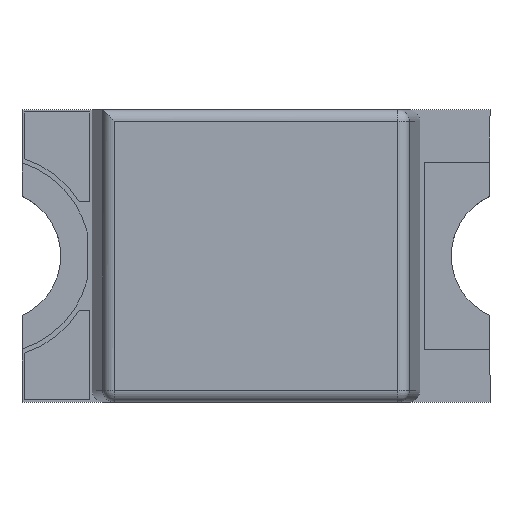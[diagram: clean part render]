
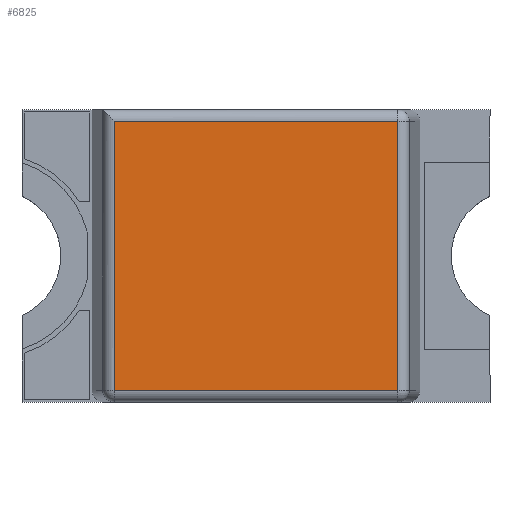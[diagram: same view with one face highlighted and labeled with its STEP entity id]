
A CAD part, top view. The second image highlights one B-rep face of the part: STEP entity #6825.
In plain terms, the highlighted planar face has unit normal (0, 0, 1).
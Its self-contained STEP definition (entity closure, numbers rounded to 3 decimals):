
#14 = FACE_OUTER_BOUND ( 'NONE', #3742, .T. ) ;
#144 = PLANE ( 'NONE',  #12739 ) ;
#873 = CARTESIAN_POINT ( 'NONE',  ( -0.605, 0., 0.75 ) ) ;
#1476 = VECTOR ( 'NONE', #11353, 1000. ) ;
#1667 = EDGE_CURVE ( 'NONE', #2622, #5740, #11272, .T. ) ;
#2352 = VECTOR ( 'NONE', #11398, 1000. ) ;
#2622 = VERTEX_POINT ( 'NONE', #2938 ) ;
#2922 = LINE ( 'NONE', #873, #8643 ) ;
#2938 = CARTESIAN_POINT ( 'NONE',  ( 0.605, -0.575, 0.75 ) ) ;
#2939 = ORIENTED_EDGE ( 'NONE', *, *, #7689, .T. ) ;
#3742 = EDGE_LOOP ( 'NONE', ( #2939, #10250, #4136, #11302 ) ) ;
#3828 = CARTESIAN_POINT ( 'NONE',  ( 0.605, 0.575, 0.75 ) ) ;
#4051 = CARTESIAN_POINT ( 'NONE',  ( 0.65, -0.575, 0.75 ) ) ;
#4136 = ORIENTED_EDGE ( 'NONE', *, *, #5177, .T. ) ;
#4973 = CARTESIAN_POINT ( 'NONE',  ( -0.605, 0.575, 0.75 ) ) ;
#5177 = EDGE_CURVE ( 'NONE', #5740, #7606, #10493, .T. ) ;
#5392 = DIRECTION ( 'NONE',  ( 1., 0., 0. ) ) ;
#5740 = VERTEX_POINT ( 'NONE', #3828 ) ;
#6825 = ADVANCED_FACE ( 'NONE', ( #14 ), #144, .T. ) ;
#6847 = CARTESIAN_POINT ( 'NONE',  ( 0., 0., 0.75 ) ) ;
#7606 = VERTEX_POINT ( 'NONE', #4973 ) ;
#7689 = EDGE_CURVE ( 'NONE', #9905, #2622, #13497, .T. ) ;
#7949 = DIRECTION ( 'NONE',  ( 1., 0., 0. ) ) ;
#7992 = DIRECTION ( 'NONE',  ( 0., -1., 0. ) ) ;
#8485 = CARTESIAN_POINT ( 'NONE',  ( 0., 0.575, 0.75 ) ) ;
#8643 = VECTOR ( 'NONE', #7992, 1000. ) ;
#8698 = DIRECTION ( 'NONE',  ( 0., 0., 1. ) ) ;
#9905 = VERTEX_POINT ( 'NONE', #12067 ) ;
#10250 = ORIENTED_EDGE ( 'NONE', *, *, #1667, .T. ) ;
#10493 = LINE ( 'NONE', #8485, #2352 ) ;
#10635 = VECTOR ( 'NONE', #5392, 1000. ) ;
#11205 = CARTESIAN_POINT ( 'NONE',  ( 0.605, 0., 0.75 ) ) ;
#11272 = LINE ( 'NONE', #11205, #1476 ) ;
#11302 = ORIENTED_EDGE ( 'NONE', *, *, #12362, .T. ) ;
#11353 = DIRECTION ( 'NONE',  ( 0., 1., 0. ) ) ;
#11398 = DIRECTION ( 'NONE',  ( -1., 0., 0. ) ) ;
#12067 = CARTESIAN_POINT ( 'NONE',  ( -0.605, -0.575, 0.75 ) ) ;
#12362 = EDGE_CURVE ( 'NONE', #7606, #9905, #2922, .T. ) ;
#12739 = AXIS2_PLACEMENT_3D ( 'NONE', #6847, #8698, #7949 ) ;
#13497 = LINE ( 'NONE', #4051, #10635 ) ;
